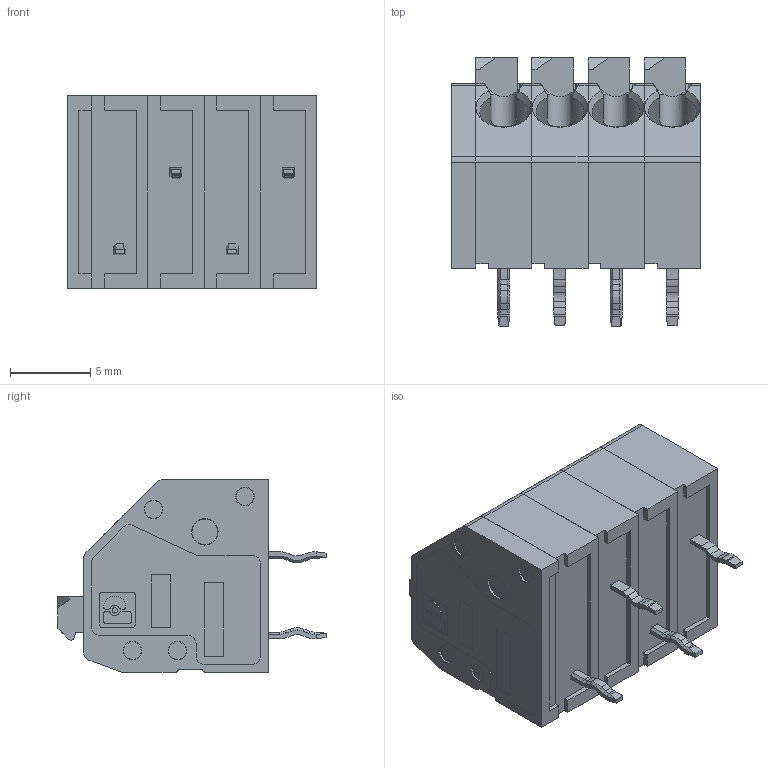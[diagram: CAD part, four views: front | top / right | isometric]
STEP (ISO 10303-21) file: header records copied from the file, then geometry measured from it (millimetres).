
FILE_DESCRIPTION (( 'STEP AP214' ), '1' );
FILE_NAME ('1985218.STEP', '2023-03-30T03:36:48', ( '' ), ( '' ), 'SwSTEP 2.0', 'SolidWorks 2017', '' );
FILE_SCHEMA (( 'AUTOMOTIVE_DESIGN' ));
Length unit declared in the file: millimetre
Products named in the file (1): 1985218
Bounding box: 15.5 x 16.7 x 12 mm (x, y, z)
Volume: 1705.3 mm3; surface area: 2683.3 mm2
Topology: 9 solids, 9 shells, 772 faces, 1963 edges, 1264 vertices
Faces by surface type: plane 458, cylinder 223, cone 91
Entity records: 23303 total; most frequent: CARTESIAN_POINT 4324, ORIENTED_EDGE 3926, DIRECTION 3919, EDGE_CURVE 1963, LINE 1369, VECTOR 1369, AXIS2_PLACEMENT_3D 1275, VERTEX_POINT 1264
